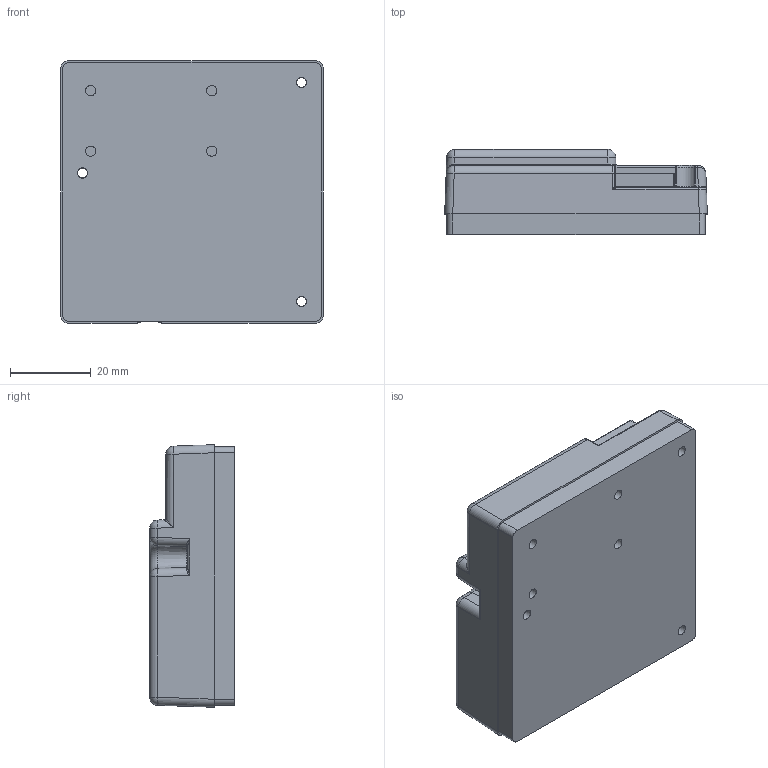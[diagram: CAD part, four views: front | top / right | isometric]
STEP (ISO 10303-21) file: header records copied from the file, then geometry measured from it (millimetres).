
FILE_DESCRIPTION(/* description */ (''),/* implementation_level */ '2;1');
FILE_NAME(/* name */ 'FOCBOX v1.step',/* time_stamp */ '2020-11-02T15:09:59-08:00',/* author */ (''),/* organization */ (''),/* preprocessor_version */ 'ST-DEVELOPER v18.1',/* originating_system */ 'Autodesk Translation Framework v9.3.0.1241',/* authorisation */ '');
FILE_SCHEMA (('AUTOMOTIVE_DESIGN { 1 0 10303 214 3 1 1 }'));
Length unit declared in the file: millimetre
Products named in the file (3): FOCBOX; Heatsync; Case
Assembly tree (2 placements, depth 2):
  FOCBOX
    Heatsync
    Case
Bounding box: 65 x 21 x 65 mm (x, y, z)
Volume: 23546.4 mm3; surface area: 25971.3 mm2
Topology: 5 solids, 5 shells, 311 faces, 750 edges, 441 vertices
Faces by surface type: cylinder 131, plane 103, bspline 32, sphere 25, torus 18, cone 2
Full cylindrical faces by diameter (mm): 2.4 x3, 2.529 x7, 5.1 x3
Entity records: 9846 total; most frequent: CARTESIAN_POINT 2434, DIRECTION 1618, ORIENTED_EDGE 1478, EDGE_CURVE 739, AXIS2_PLACEMENT_3D 612, VERTEX_POINT 441, LINE 394, VECTOR 394
